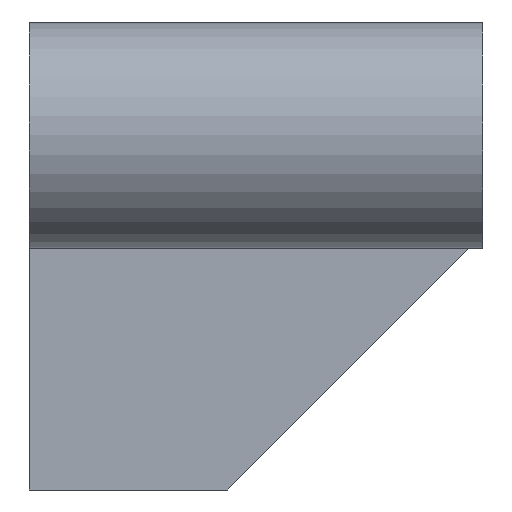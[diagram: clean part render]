
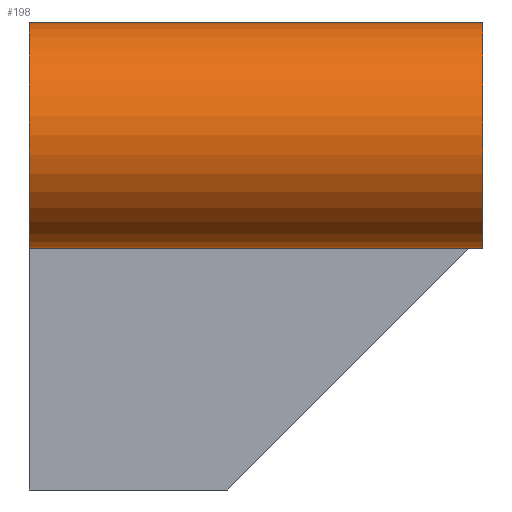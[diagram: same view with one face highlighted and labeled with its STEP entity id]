
A CAD part, left-side view. The second image highlights one B-rep face of the part: STEP entity #198.
In plain terms, the highlighted cylindrical face has radius 4 mm (diameter 8 mm), a partial arc.
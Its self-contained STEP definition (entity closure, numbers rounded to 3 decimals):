
#57 = CARTESIAN_POINT ( 'NONE',  ( -21., 16., 0. ) ) ;
#66 = VERTEX_POINT ( 'NONE', #526 ) ;
#69 = CARTESIAN_POINT ( 'NONE',  ( -21., 16., -4. ) ) ;
#83 = CARTESIAN_POINT ( 'NONE',  ( -21., 0., -4. ) ) ;
#96 = CARTESIAN_POINT ( 'NONE',  ( -21., -11.314, 4. ) ) ;
#110 = VECTOR ( 'NONE', #644, 1000. ) ;
#151 = EDGE_CURVE ( 'NONE', #460, #300, #923, .T. ) ;
#157 = EDGE_CURVE ( 'NONE', #300, #66, #769, .T. ) ;
#198 = ADVANCED_FACE ( 'NONE', ( #487 ), #788, .T. ) ;
#205 = DIRECTION ( 'NONE',  ( 0., 0., 1. ) ) ;
#221 = VECTOR ( 'NONE', #762, 1000. ) ;
#259 = DIRECTION ( 'NONE',  ( 0., 1., 0. ) ) ;
#267 = ORIENTED_EDGE ( 'NONE', *, *, #616, .T. ) ;
#295 = VERTEX_POINT ( 'NONE', #793 ) ;
#300 = VERTEX_POINT ( 'NONE', #69 ) ;
#315 = CARTESIAN_POINT ( 'NONE',  ( -21., 0., 0. ) ) ;
#325 = DIRECTION ( 'NONE',  ( -1., 0., 0. ) ) ;
#346 = AXIS2_PLACEMENT_3D ( 'NONE', #57, #259, #205 ) ;
#372 = ORIENTED_EDGE ( 'NONE', *, *, #157, .F. ) ;
#460 = VERTEX_POINT ( 'NONE', #83 ) ;
#473 = DIRECTION ( 'NONE',  ( 0., 0., 1. ) ) ;
#480 = DIRECTION ( 'NONE',  ( 0., 1., 0. ) ) ;
#487 = FACE_OUTER_BOUND ( 'NONE', #709, .T. ) ;
#526 = CARTESIAN_POINT ( 'NONE',  ( -21., 16., 4. ) ) ;
#607 = DIRECTION ( 'NONE',  ( 0., -1., 0. ) ) ;
#616 = EDGE_CURVE ( 'NONE', #295, #66, #685, .T. ) ;
#635 = CARTESIAN_POINT ( 'NONE',  ( -21., -11.314, 0. ) ) ;
#644 = DIRECTION ( 'NONE',  ( 0., 1., 0. ) ) ;
#646 = AXIS2_PLACEMENT_3D ( 'NONE', #635, #480, #473 ) ;
#685 = LINE ( 'NONE', #96, #221 ) ;
#705 = CARTESIAN_POINT ( 'NONE',  ( -21., -11.314, -4. ) ) ;
#709 = EDGE_LOOP ( 'NONE', ( #913, #782, #267, #372 ) ) ;
#728 = EDGE_CURVE ( 'NONE', #295, #460, #806, .T. ) ;
#762 = DIRECTION ( 'NONE',  ( 0., 1., 0. ) ) ;
#769 = CIRCLE ( 'NONE', #346, 4. ) ;
#782 = ORIENTED_EDGE ( 'NONE', *, *, #728, .F. ) ;
#788 = CYLINDRICAL_SURFACE ( 'NONE', #646, 4. ) ;
#793 = CARTESIAN_POINT ( 'NONE',  ( -21., 0., 4. ) ) ;
#806 = CIRCLE ( 'NONE', #937, 4. ) ;
#913 = ORIENTED_EDGE ( 'NONE', *, *, #151, .F. ) ;
#923 = LINE ( 'NONE', #705, #110 ) ;
#937 = AXIS2_PLACEMENT_3D ( 'NONE', #315, #607, #325 ) ;
